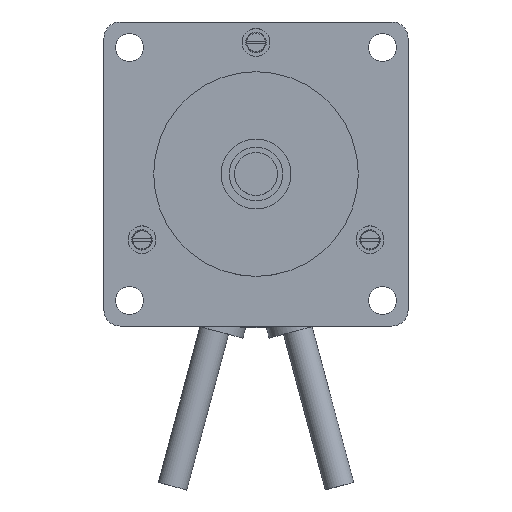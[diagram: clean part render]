
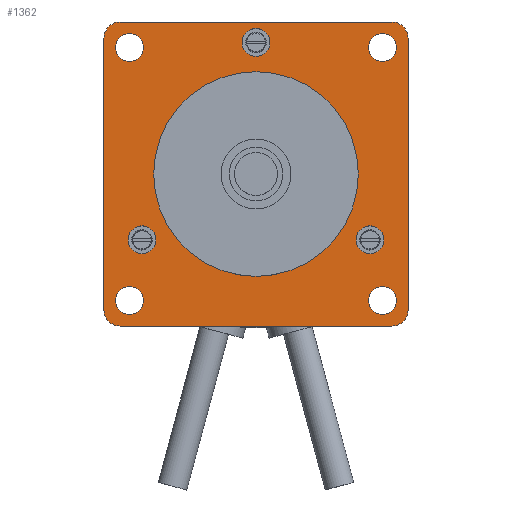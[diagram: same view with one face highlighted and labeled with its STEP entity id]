
A CAD part, top view. The second image highlights one B-rep face of the part: STEP entity #1362.
In plain terms, the highlighted planar face has unit normal (0, 0, 1).
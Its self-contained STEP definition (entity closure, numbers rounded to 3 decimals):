
#65=LINE('',#2329,#109);
#66=LINE('',#2333,#110);
#67=LINE('',#2337,#111);
#68=LINE('',#2341,#112);
#109=VECTOR('',#1934,50.6);
#110=VECTOR('',#1937,50.6);
#111=VECTOR('',#1940,50.6);
#112=VECTOR('',#1943,50.6);
#267=PLANE('',#1554);
#311=FACE_BOUND('',#541,.T.);
#312=FACE_BOUND('',#542,.T.);
#313=FACE_BOUND('',#543,.T.);
#314=FACE_BOUND('',#544,.T.);
#315=FACE_BOUND('',#545,.T.);
#316=FACE_BOUND('',#546,.T.);
#317=FACE_BOUND('',#547,.T.);
#318=FACE_BOUND('',#548,.T.);
#409=FACE_OUTER_BOUND('',#540,.T.);
#540=EDGE_LOOP('',(#1162,#1163,#1164,#1165,#1166,#1167,#1168,#1169));
#541=EDGE_LOOP('',(#1170));
#542=EDGE_LOOP('',(#1171));
#543=EDGE_LOOP('',(#1172));
#544=EDGE_LOOP('',(#1173));
#545=EDGE_LOOP('',(#1174));
#546=EDGE_LOOP('',(#1175));
#547=EDGE_LOOP('',(#1176));
#548=EDGE_LOOP('',(#1177));
#671=CIRCLE('',#1552,19.05);
#672=CIRCLE('',#1555,3.);
#673=CIRCLE('',#1556,3.);
#674=CIRCLE('',#1557,3.);
#675=CIRCLE('',#1558,3.);
#676=CIRCLE('',#1559,2.6);
#677=CIRCLE('',#1560,2.6);
#678=CIRCLE('',#1561,2.6);
#679=CIRCLE('',#1562,2.6);
#680=CIRCLE('',#1563,2.6);
#681=CIRCLE('',#1564,2.6);
#682=CIRCLE('',#1565,2.6);
#784=VERTEX_POINT('',#2323);
#785=VERTEX_POINT('',#2327);
#786=VERTEX_POINT('',#2328);
#787=VERTEX_POINT('',#2330);
#788=VERTEX_POINT('',#2332);
#789=VERTEX_POINT('',#2334);
#790=VERTEX_POINT('',#2336);
#791=VERTEX_POINT('',#2338);
#792=VERTEX_POINT('',#2340);
#793=VERTEX_POINT('',#2343);
#794=VERTEX_POINT('',#2345);
#795=VERTEX_POINT('',#2347);
#796=VERTEX_POINT('',#2349);
#797=VERTEX_POINT('',#2351);
#798=VERTEX_POINT('',#2353);
#799=VERTEX_POINT('',#2355);
#925=EDGE_CURVE('',#784,#784,#671,.T.);
#926=EDGE_CURVE('',#785,#786,#65,.T.);
#927=EDGE_CURVE('',#787,#785,#672,.T.);
#928=EDGE_CURVE('',#788,#787,#66,.T.);
#929=EDGE_CURVE('',#789,#788,#673,.T.);
#930=EDGE_CURVE('',#790,#789,#67,.T.);
#931=EDGE_CURVE('',#791,#790,#674,.T.);
#932=EDGE_CURVE('',#792,#791,#68,.T.);
#933=EDGE_CURVE('',#786,#792,#675,.T.);
#934=EDGE_CURVE('',#793,#793,#676,.T.);
#935=EDGE_CURVE('',#794,#794,#677,.T.);
#936=EDGE_CURVE('',#795,#795,#678,.T.);
#937=EDGE_CURVE('',#796,#796,#679,.T.);
#938=EDGE_CURVE('',#797,#797,#680,.T.);
#939=EDGE_CURVE('',#798,#798,#681,.T.);
#940=EDGE_CURVE('',#799,#799,#682,.T.);
#1162=ORIENTED_EDGE('',*,*,#926,.F.);
#1163=ORIENTED_EDGE('',*,*,#927,.F.);
#1164=ORIENTED_EDGE('',*,*,#928,.F.);
#1165=ORIENTED_EDGE('',*,*,#929,.F.);
#1166=ORIENTED_EDGE('',*,*,#930,.F.);
#1167=ORIENTED_EDGE('',*,*,#931,.F.);
#1168=ORIENTED_EDGE('',*,*,#932,.F.);
#1169=ORIENTED_EDGE('',*,*,#933,.F.);
#1170=ORIENTED_EDGE('',*,*,#934,.T.);
#1171=ORIENTED_EDGE('',*,*,#935,.T.);
#1172=ORIENTED_EDGE('',*,*,#936,.T.);
#1173=ORIENTED_EDGE('',*,*,#937,.T.);
#1174=ORIENTED_EDGE('',*,*,#938,.T.);
#1175=ORIENTED_EDGE('',*,*,#939,.T.);
#1176=ORIENTED_EDGE('',*,*,#940,.T.);
#1177=ORIENTED_EDGE('',*,*,#925,.T.);
#1362=ADVANCED_FACE('',(#409,#311,#312,#313,#314,#315,#316,#317,#318),#267,
 .T.);
#1552=AXIS2_PLACEMENT_3D('',#2324,#1928,#1929);
#1554=AXIS2_PLACEMENT_3D('',#2326,#1932,#1933);
#1555=AXIS2_PLACEMENT_3D('',#2331,#1935,#1936);
#1556=AXIS2_PLACEMENT_3D('',#2335,#1938,#1939);
#1557=AXIS2_PLACEMENT_3D('',#2339,#1941,#1942);
#1558=AXIS2_PLACEMENT_3D('',#2342,#1944,#1945);
#1559=AXIS2_PLACEMENT_3D('',#2344,#1946,#1947);
#1560=AXIS2_PLACEMENT_3D('',#2346,#1948,#1949);
#1561=AXIS2_PLACEMENT_3D('',#2348,#1950,#1951);
#1562=AXIS2_PLACEMENT_3D('',#2350,#1952,#1953);
#1563=AXIS2_PLACEMENT_3D('',#2352,#1954,#1955);
#1564=AXIS2_PLACEMENT_3D('',#2354,#1956,#1957);
#1565=AXIS2_PLACEMENT_3D('',#2356,#1958,#1959);
#1928=DIRECTION('center_axis',(0.,0.,
-1.));
#1929=DIRECTION('ref_axis',(-1.,0.,0.));
#1932=DIRECTION('center_axis',(0.,0.,
1.));
#1933=DIRECTION('ref_axis',(1.,0.,0.));
#1934=DIRECTION('',(1.,0.,0.));
#1935=DIRECTION('center_axis',(0.,0.,
-1.));
#1936=DIRECTION('ref_axis',(0.,-1.,0.));
#1937=DIRECTION('',(0.,1.,0.));
#1938=DIRECTION('center_axis',(0.,0.,
-1.));
#1939=DIRECTION('ref_axis',(1.,0.,0.));
#1940=DIRECTION('',(-1.,0.,0.));
#1941=DIRECTION('center_axis',(0.,0.,
-1.));
#1942=DIRECTION('ref_axis',(0.,1.,0.));
#1943=DIRECTION('',(0.,-1.,0.));
#1944=DIRECTION('center_axis',(0.,0.,
-1.));
#1945=DIRECTION('ref_axis',(-1.,0.,0.));
#1946=DIRECTION('center_axis',(0.,0.,
-1.));
#1947=DIRECTION('ref_axis',(-1.,0.,0.));
#1948=DIRECTION('center_axis',(0.,0.,
-1.));
#1949=DIRECTION('ref_axis',(-1.,0.,0.));
#1950=DIRECTION('center_axis',(0.,0.,
-1.));
#1951=DIRECTION('ref_axis',(-1.,0.,0.));
#1952=DIRECTION('center_axis',(0.,0.,
-1.));
#1953=DIRECTION('ref_axis',(-1.,0.,0.));
#1954=DIRECTION('center_axis',(0.,0.,
-1.));
#1955=DIRECTION('ref_axis',(-1.,0.,0.));
#1956=DIRECTION('center_axis',(0.,0.,
-1.));
#1957=DIRECTION('ref_axis',(-1.,0.,0.));
#1958=DIRECTION('center_axis',(0.,0.,
-1.));
#1959=DIRECTION('ref_axis',(-1.,0.,0.));
#2323=CARTESIAN_POINT('',(32.365,-5.332,166.045));
#2324=CARTESIAN_POINT('Origin',(13.315,-5.332,166.045));
#2326=CARTESIAN_POINT('Origin',(13.315,-5.332,166.045));
#2327=CARTESIAN_POINT('',(-11.985,22.968,166.045));
#2328=CARTESIAN_POINT('',(38.615,22.968,166.045));
#2329=CARTESIAN_POINT('',(-11.985,22.968,166.045));
#2330=CARTESIAN_POINT('',(-14.985,19.968,166.045));
#2331=CARTESIAN_POINT('Origin',(-11.985,19.968,166.045));
#2332=CARTESIAN_POINT('',(-14.985,-30.632,166.045));
#2333=CARTESIAN_POINT('',(-14.985,-30.632,166.045));
#2334=CARTESIAN_POINT('',(-11.985,-33.632,166.045));
#2335=CARTESIAN_POINT('Origin',(-11.985,-30.632,166.045));
#2336=CARTESIAN_POINT('',(38.615,-33.632,166.045));
#2337=CARTESIAN_POINT('',(38.615,-33.632,166.045));
#2338=CARTESIAN_POINT('',(41.615,-30.632,166.045));
#2339=CARTESIAN_POINT('Origin',(38.615,-30.632,166.045));
#2340=CARTESIAN_POINT('',(41.615,19.968,166.045));
#2341=CARTESIAN_POINT('',(41.615,19.968,166.045));
#2342=CARTESIAN_POINT('Origin',(38.615,19.968,166.045));
#2343=CARTESIAN_POINT('',(-7.635,-28.882,166.045));
#2344=CARTESIAN_POINT('Origin',(-10.235,-28.882,166.045));
#2345=CARTESIAN_POINT('',(-7.635,18.218,166.045));
#2346=CARTESIAN_POINT('Origin',(-10.235,18.218,166.045));
#2347=CARTESIAN_POINT('',(39.465,18.218,166.045));
#2348=CARTESIAN_POINT('Origin',(36.865,18.218,166.045));
#2349=CARTESIAN_POINT('',(39.465,-28.882,166.045));
#2350=CARTESIAN_POINT('Origin',(36.865,-28.882,166.045));
#2351=CARTESIAN_POINT('',(-5.302,-17.582,166.045));
#2352=CARTESIAN_POINT('Origin',(-7.902,-17.582,166.045));
#2353=CARTESIAN_POINT('',(37.133,-17.582,166.045));
#2354=CARTESIAN_POINT('Origin',(34.533,-17.582,166.045));
#2355=CARTESIAN_POINT('',(15.915,19.168,166.045));
#2356=CARTESIAN_POINT('Origin',(13.315,19.168,166.045));
